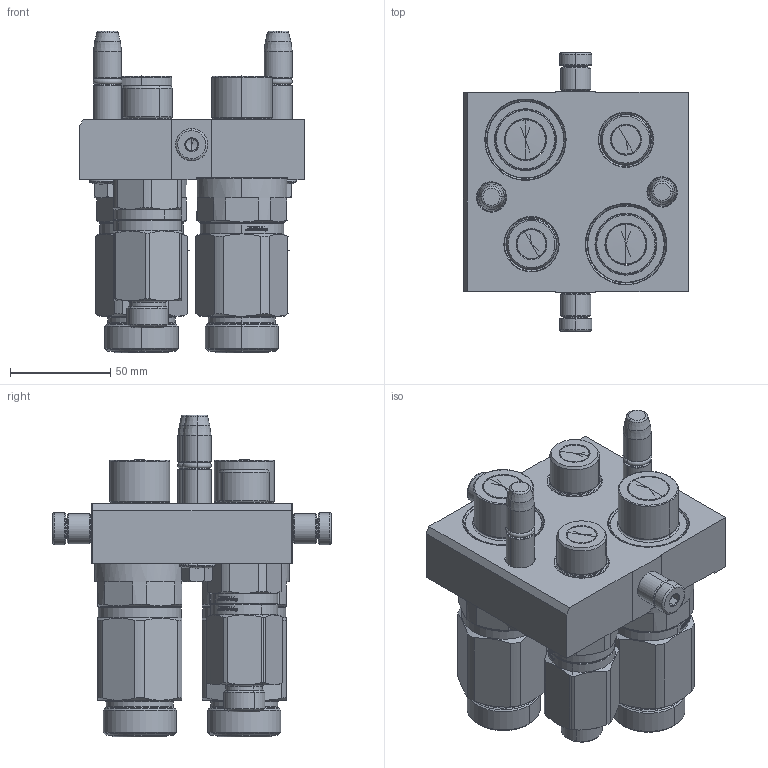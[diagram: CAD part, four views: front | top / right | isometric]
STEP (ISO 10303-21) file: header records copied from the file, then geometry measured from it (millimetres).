
FILE_DESCRIPTION (( 'STEP AP214' ), '1' );
FILE_NAME ('FASTER.step', '2025-11-05T15:12:26', ( '' ), ( '' ), 'SwSTEP 2.0', 'SolidWorks 2017', '' );
FILE_SCHEMA (( 'AUTOMOTIVE_DESIGN' ));
Length unit declared in the file: millimetre
Products named in the file (13): FASTER; 3ffnp1211_12sm; 3ffnp3411_34sm; P510_M_BASE; 4830_021_0000_000; 3ffnp3411_1sm; 4830_010_0000_032; or2_62x9_19_m; et002; 4830_028_1000_011; 1540_080_0008_000; 4830_013_3000_030
Assembly tree (19 placements, depth 3):
  FASTER
    P510_M_BASE
      4830_010_0000_032
      4830_013_3000_030  x2
      4830_028_1000_011  x2
      4830_021_0000_000  x2
      1540_080_0008_000  x2
      or2_62x9_19_m  x2
    3ffnp3411_34sm  x2
      3ffnp3411_1sm
    3ffnp1211_12sm  x2
      3ffnp1211_12sm
    et002
Bounding box: 112.3 x 138.6 x 160.07 mm (x, y, z)
Volume: 2873.9 mm3; surface area: 150739.2 mm2
Topology: 5 solids, 60 shells, 2291 faces, 6862 edges, 4512 vertices
Faces by surface type: plane 1270, cylinder 375, cone 360, torus 156, bspline 130
Entity records: 65694 total; most frequent: CARTESIAN_POINT 18131, ORIENTED_EDGE 8543, DIRECTION 7860, EDGE_CURVE 4630, VERTEX_POINT 3056, VECTOR 3036, LINE 3036, AXIS2_PLACEMENT_3D 2412
